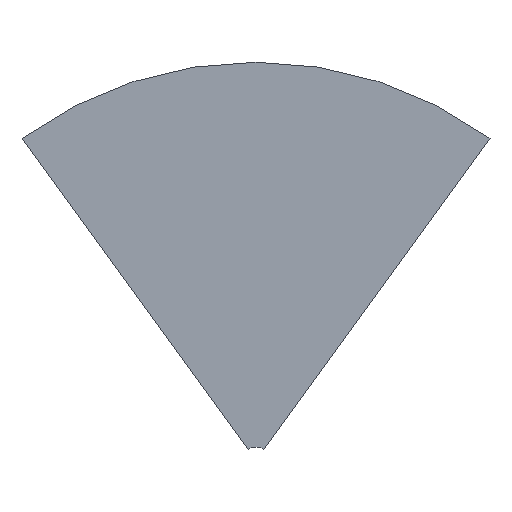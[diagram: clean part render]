
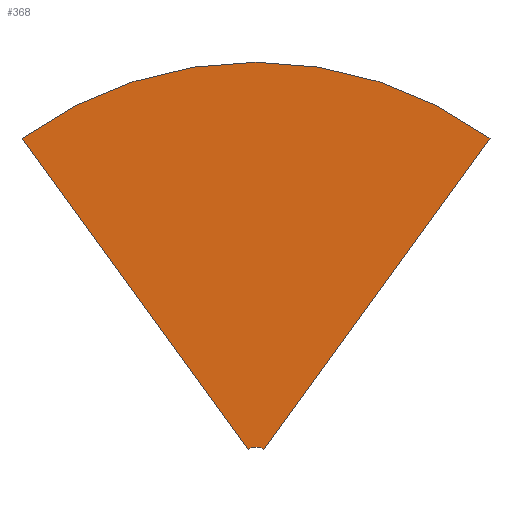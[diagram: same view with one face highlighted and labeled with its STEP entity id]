
A CAD part, top view. The second image highlights one B-rep face of the part: STEP entity #368.
In plain terms, the highlighted planar face has unit normal (0, 0, 1).
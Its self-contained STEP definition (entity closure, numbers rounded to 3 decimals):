
#163 = DIRECTION ( 'NONE',  ( 0., 0., 1. ) ) ;
#227 = CARTESIAN_POINT ( 'NONE',  ( 0., 0., 165. ) ) ;
#240 = DIRECTION ( 'NONE',  ( 0., 0., 1. ) ) ;
#286 = AXIS2_PLACEMENT_3D ( 'NONE', #1634, #163, #733 ) ;
#315 = DIRECTION ( 'NONE',  ( 0.588, -0.809, 0. ) ) ;
#326 = VERTEX_POINT ( 'NONE', #840 ) ;
#359 = LINE ( 'NONE', #426, #1789 ) ;
#368 = ADVANCED_FACE ( 'NONE', ( #1002 ), #446, .T. ) ;
#379 = DIRECTION ( 'NONE',  ( 1., 0., 0. ) ) ;
#383 = CIRCLE ( 'NONE', #516, 50. ) ;
#426 = CARTESIAN_POINT ( 'NONE',  ( 1111.837, 1530.312, 165. ) ) ;
#433 = CARTESIAN_POINT ( 'NONE',  ( -29.389, 40.451, 165. ) ) ;
#446 = PLANE ( 'NONE',  #286 ) ;
#449 = VERTEX_POINT ( 'NONE', #1199 ) ;
#516 = AXIS2_PLACEMENT_3D ( 'NONE', #227, #240, #379 ) ;
#545 = LINE ( 'NONE', #574, #1425 ) ;
#555 = CARTESIAN_POINT ( 'NONE',  ( 0., 0., 165. ) ) ;
#574 = CARTESIAN_POINT ( 'NONE',  ( 0., 0., 165. ) ) ;
#592 = CARTESIAN_POINT ( 'NONE',  ( 29.389, 40.451, 165. ) ) ;
#602 = ORIENTED_EDGE ( 'NONE', *, *, #897, .F. ) ;
#713 = DIRECTION ( 'NONE',  ( 0.588, 0.809, 0. ) ) ;
#733 = DIRECTION ( 'NONE',  ( 1., 0., 0. ) ) ;
#789 = CIRCLE ( 'NONE', #1696, 1500. ) ;
#830 = ORIENTED_EDGE ( 'NONE', *, *, #1277, .T. ) ;
#840 = CARTESIAN_POINT ( 'NONE',  ( 881.678, 1213.525, 165. ) ) ;
#897 = EDGE_CURVE ( 'NONE', #1196, #1309, #383, .T. ) ;
#1002 = FACE_OUTER_BOUND ( 'NONE', #1833, .T. ) ;
#1083 = ORIENTED_EDGE ( 'NONE', *, *, #1621, .T. ) ;
#1115 = ORIENTED_EDGE ( 'NONE', *, *, #1295, .T. ) ;
#1196 = VERTEX_POINT ( 'NONE', #592 ) ;
#1199 = CARTESIAN_POINT ( 'NONE',  ( -881.678, 1213.525, 165. ) ) ;
#1277 = EDGE_CURVE ( 'NONE', #1196, #326, #359, .T. ) ;
#1295 = EDGE_CURVE ( 'NONE', #326, #449, #789, .T. ) ;
#1309 = VERTEX_POINT ( 'NONE', #433 ) ;
#1314 = DIRECTION ( 'NONE',  ( 1., 0., 0. ) ) ;
#1425 = VECTOR ( 'NONE', #315, 1000. ) ;
#1601 = DIRECTION ( 'NONE',  ( 0., 0., 1. ) ) ;
#1621 = EDGE_CURVE ( 'NONE', #449, #1309, #545, .T. ) ;
#1634 = CARTESIAN_POINT ( 'NONE',  ( 0., 0., 165. ) ) ;
#1696 = AXIS2_PLACEMENT_3D ( 'NONE', #555, #1601, #1314 ) ;
#1789 = VECTOR ( 'NONE', #713, 1000. ) ;
#1833 = EDGE_LOOP ( 'NONE', ( #602, #830, #1115, #1083 ) ) ;
